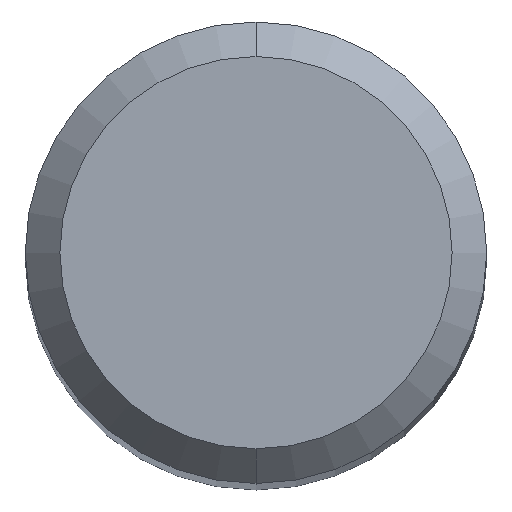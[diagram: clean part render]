
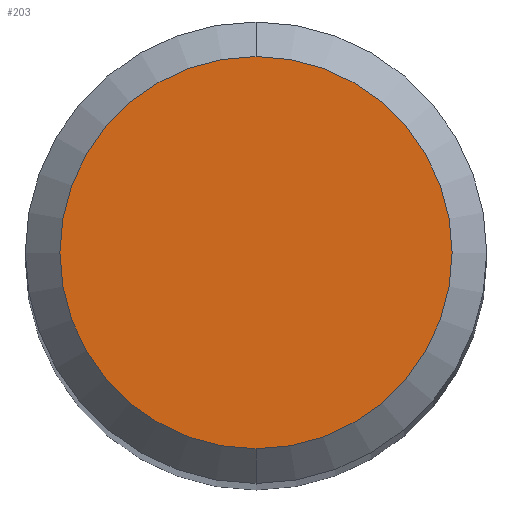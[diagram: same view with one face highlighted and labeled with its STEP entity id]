
A CAD part, top view. The second image highlights one B-rep face of the part: STEP entity #203.
In plain terms, the highlighted planar face has unit normal (0, 0, 1).
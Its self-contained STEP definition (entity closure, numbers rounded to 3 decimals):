
#203=ADVANCED_FACE('',(#515),#516,.T.);
#255=EDGE_CURVE('',#275,#415,#576,.T.);
#275=VERTEX_POINT('',#596);
#299=EDGE_CURVE('',#415,#275,#621,.T.);
#415=VERTEX_POINT('',#747);
#515=FACE_OUTER_BOUND('',#850,.T.);
#516=PLANE('',#851);
#576=CIRCLE('',#949,1.7);
#596=CARTESIAN_POINT('',(0.,-1.7,0.0));
#621=CIRCLE('',#1045,1.7);
#747=CARTESIAN_POINT('',(0.0,1.7,0.0));
#850=EDGE_LOOP('',(#1488,#1489));
#851=AXIS2_PLACEMENT_3D('',#1490,#1491,#1492);
#949=AXIS2_PLACEMENT_3D('',#1573,#1574,#1575);
#1045=AXIS2_PLACEMENT_3D('',#1601,#1602,#1603);
#1488=ORIENTED_EDGE('',*,*,#299,.F.);
#1489=ORIENTED_EDGE('',*,*,#255,.F.);
#1490=CARTESIAN_POINT('',(0.0,0.85,0.0));
#1491=DIRECTION('',(-0.0,0.0,1.0));
#1492=DIRECTION('',(0.0,-1.0,0.0));
#1573=CARTESIAN_POINT('',(0.0,0.0,0.0));
#1574=DIRECTION('',(0.0,0.0,-1.0));
#1575=DIRECTION('',(0.0,1.0,0.0));
#1601=CARTESIAN_POINT('',(0.0,0.0,0.0));
#1602=DIRECTION('',(0.0,0.0,-1.0));
#1603=DIRECTION('',(0.0,1.0,0.0));
